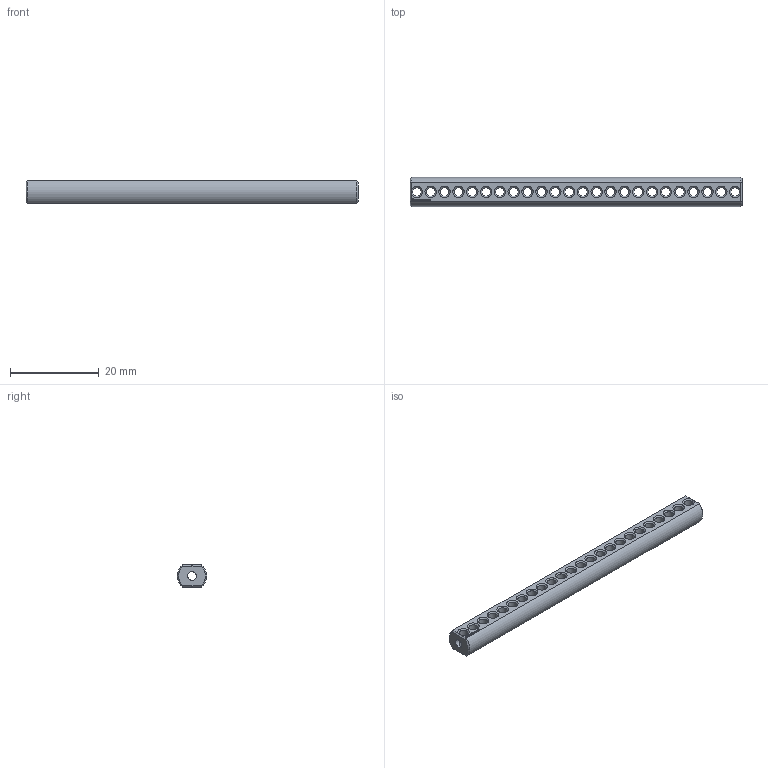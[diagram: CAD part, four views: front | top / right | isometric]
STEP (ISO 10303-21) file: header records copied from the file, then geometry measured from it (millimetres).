
FILE_DESCRIPTION(('FreeCAD Model'),'2;1');
FILE_NAME('Open CASCADE Shape Model','2024-06-18T12:50:46',(''),(''), 'Open CASCADE STEP processor 7.6','FreeCAD','Unknown');
FILE_SCHEMA(('AUTOMOTIVE_DESIGN { 1 0 10303 214 1 1 1 1 }'));
Length unit declared in the file: millimetre
Products named in the file (1): Shaft IDX BU06.00 - SPN-SFT-0144 (stemfie.org)
Bounding box: 75 x 6.6 x 5 mm (x, y, z)
Volume: 1710.6 mm3; surface area: 2186.7 mm2
Topology: 1 solids, 1 shells, 566 faces, 1651 edges, 1066 vertices
Faces by surface type: plane 335, extrusion 104, cylinder 75, cone 52
Full cylindrical faces by diameter (mm): 2 x73
Entity records: 18923 total; most frequent: CARTESIAN_POINT 3908, ORIENTED_EDGE 3302, DIRECTION 2787, EDGE_CURVE 1651, VECTOR 1233, LINE 1129, VERTEX_POINT 1066, AXIS2_PLACEMENT_3D 777
